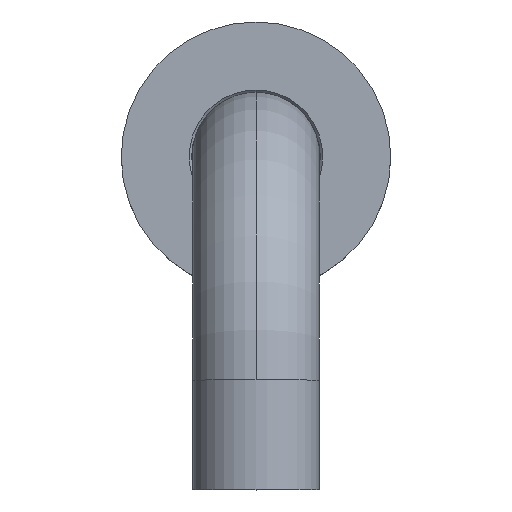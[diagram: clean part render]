
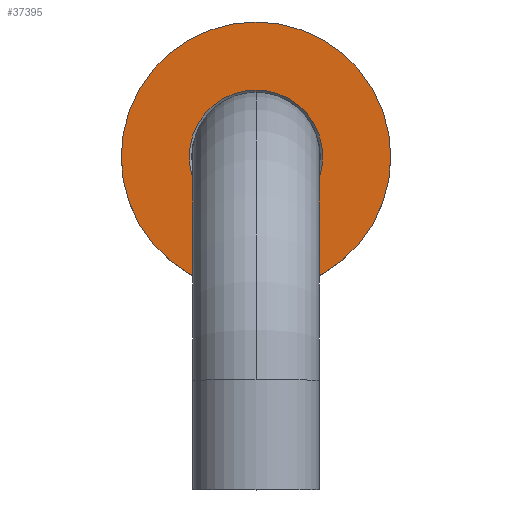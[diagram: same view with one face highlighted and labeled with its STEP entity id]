
A CAD part, top view. The second image highlights one B-rep face of the part: STEP entity #37395.
In plain terms, the highlighted planar face has unit normal (0, 0, 1).
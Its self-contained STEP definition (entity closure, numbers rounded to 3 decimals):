
#2945 = VERTEX_POINT ( 'NONE', #6132 ) ;
#2960 = DIRECTION ( 'NONE',  ( 0., 1., 0. ) ) ;
#3184 = DIRECTION ( 'NONE',  ( 0., 1., 0. ) ) ;
#3766 = DIRECTION ( 'NONE',  ( 0., 1., 0. ) ) ;
#3778 = ORIENTED_EDGE ( 'NONE', *, *, #20868, .T. ) ;
#4672 = VERTEX_POINT ( 'NONE', #6901 ) ;
#6132 = CARTESIAN_POINT ( 'NONE',  ( 0., 13.375, 10. ) ) ;
#6901 = CARTESIAN_POINT ( 'NONE',  ( 0., -13.375, 10. ) ) ;
#9213 = AXIS2_PLACEMENT_3D ( 'NONE', #63293, #33310, #3184 ) ;
#9268 = ORIENTED_EDGE ( 'NONE', *, *, #10133, .T. ) ;
#9466 = DIRECTION ( 'NONE',  ( 0., 0., -1. ) ) ;
#10133 = EDGE_CURVE ( 'NONE', #4672, #2945, #50760, .T. ) ;
#12162 = AXIS2_PLACEMENT_3D ( 'NONE', #21114, #56216, #26166 ) ;
#12589 = CIRCLE ( 'NONE', #48015, 13.375 ) ;
#13414 = EDGE_LOOP ( 'NONE', ( #35515, #49454 ) ) ;
#19688 = VERTEX_POINT ( 'NONE', #46095 ) ;
#20868 = EDGE_CURVE ( 'NONE', #2945, #4672, #12589, .T. ) ;
#21114 = CARTESIAN_POINT ( 'NONE',  ( 0., 0., 10. ) ) ;
#25554 = CIRCLE ( 'NONE', #12162, 27. ) ;
#26166 = DIRECTION ( 'NONE',  ( 0., 1., 0. ) ) ;
#26513 = EDGE_CURVE ( 'NONE', #19688, #30594, #25554, .T. ) ;
#29205 = EDGE_LOOP ( 'NONE', ( #9268, #3778 ) ) ;
#30594 = VERTEX_POINT ( 'NONE', #35458 ) ;
#32424 = AXIS2_PLACEMENT_3D ( 'NONE', #63085, #33113, #2960 ) ;
#33113 = DIRECTION ( 'NONE',  ( 0., 0., -1. ) ) ;
#33310 = DIRECTION ( 'NONE',  ( 0., 0., -1. ) ) ;
#33905 = DIRECTION ( 'NONE',  ( 0., 0., -1. ) ) ;
#35458 = CARTESIAN_POINT ( 'NONE',  ( 0., -27., 10. ) ) ;
#35515 = ORIENTED_EDGE ( 'NONE', *, *, #26513, .F. ) ;
#36536 = EDGE_CURVE ( 'NONE', #30594, #19688, #47558, .T. ) ;
#37395 = ADVANCED_FACE ( 'NONE', ( #54256, #51148 ), #49421, .F. ) ;
#39610 = CARTESIAN_POINT ( 'NONE',  ( -27., 0., 10. ) ) ;
#44647 = DIRECTION ( 'NONE',  ( 0., 1., 0. ) ) ;
#46095 = CARTESIAN_POINT ( 'NONE',  ( 0., 27., 10. ) ) ;
#47558 = CIRCLE ( 'NONE', #32424, 27. ) ;
#48015 = AXIS2_PLACEMENT_3D ( 'NONE', #63866, #33905, #3766 ) ;
#49421 = PLANE ( 'NONE',  #52995 ) ;
#49454 = ORIENTED_EDGE ( 'NONE', *, *, #36536, .F. ) ;
#50760 = CIRCLE ( 'NONE', #9213, 13.375 ) ;
#51148 = FACE_BOUND ( 'NONE', #29205, .T. ) ;
#52995 = AXIS2_PLACEMENT_3D ( 'NONE', #39610, #9466, #44647 ) ;
#54256 = FACE_OUTER_BOUND ( 'NONE', #13414, .T. ) ;
#56216 = DIRECTION ( 'NONE',  ( 0., 0., -1. ) ) ;
#63085 = CARTESIAN_POINT ( 'NONE',  ( 0., 0., 10. ) ) ;
#63293 = CARTESIAN_POINT ( 'NONE',  ( 0., 0., 10. ) ) ;
#63866 = CARTESIAN_POINT ( 'NONE',  ( 0., 0., 10. ) ) ;
